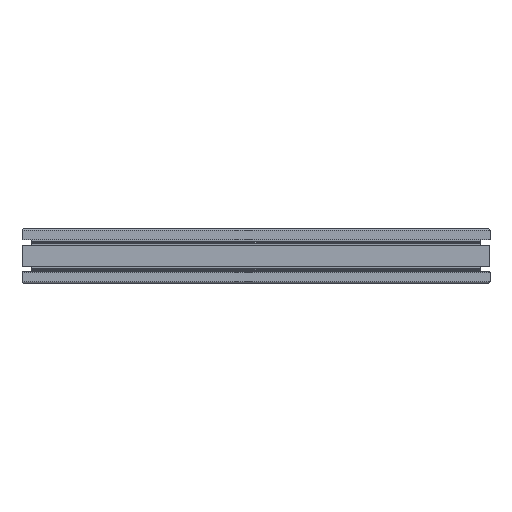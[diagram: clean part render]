
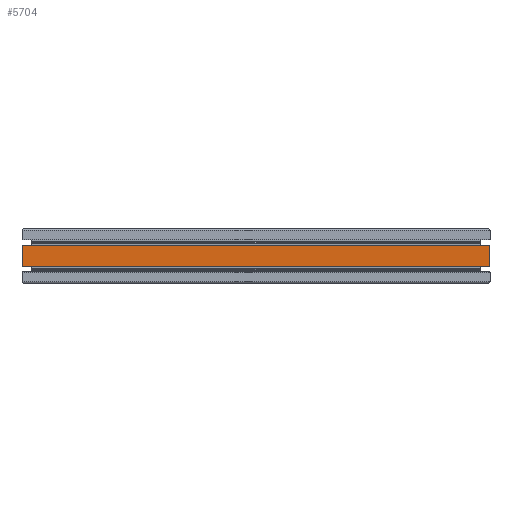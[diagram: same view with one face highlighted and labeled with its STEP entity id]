
A CAD part, top view. The second image highlights one B-rep face of the part: STEP entity #5704.
In plain terms, the highlighted planar face has unit normal (0, 0, 1).
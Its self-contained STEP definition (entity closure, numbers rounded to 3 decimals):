
#416=FACE_OUTER_BOUND('',#707,.T.);
#707=EDGE_LOOP('',(#4919,#4920,#4921,#4922));
#748=LINE('',#7979,#1346);
#1299=LINE('',#9550,#1897);
#1300=LINE('',#9553,#1898);
#1301=LINE('',#9554,#1899);
#1346=VECTOR('',#6302,10.);
#1897=VECTOR('',#7847,10.);
#1898=VECTOR('',#7850,10.);
#1899=VECTOR('',#7851,10.);
#2199=VERTEX_POINT('',#7976);
#2200=VERTEX_POINT('',#7978);
#2723=VERTEX_POINT('',#9548);
#2724=VERTEX_POINT('',#9552);
#2763=EDGE_CURVE('',#2199,#2200,#748,.T.);
#3549=EDGE_CURVE('',#2200,#2723,#1299,.T.);
#3550=EDGE_CURVE('',#2723,#2724,#1300,.T.);
#3551=EDGE_CURVE('',#2199,#2724,#1301,.T.);
#4919=ORIENTED_EDGE('',*,*,#3550,.F.);
#4920=ORIENTED_EDGE('',*,*,#3549,.F.);
#4921=ORIENTED_EDGE('',*,*,#2763,.F.);
#4922=ORIENTED_EDGE('',*,*,#3551,.T.);
#5426=PLANE('',#6244);
#5704=ADVANCED_FACE('',(#416),#5426,.T.);
#6244=AXIS2_PLACEMENT_3D('',#9551,#7848,#7849);
#6302=DIRECTION('',(0.,1.,0.));
#7847=DIRECTION('',(1.,0.,0.));
#7848=DIRECTION('center_axis',(0.,0.,1.));
#7849=DIRECTION('ref_axis',(0.,-1.,0.));
#7850=DIRECTION('',(0.,-1.,0.));
#7851=DIRECTION('',(1.,0.,0.));
#7976=CARTESIAN_POINT('',(3636.368,1819.147,30.641));
#7978=CARTESIAN_POINT('',(3636.368,1854.072,30.641));
#7979=CARTESIAN_POINT('',(3636.368,1845.341,30.641));
#9548=CARTESIAN_POINT('',(4414.688,1854.072,30.641));
#9550=CARTESIAN_POINT('',(2000.,1854.072,30.641));
#9551=CARTESIAN_POINT('Origin',(2000.,1854.072,30.641));
#9552=CARTESIAN_POINT('',(4414.688,1819.147,30.641));
#9553=CARTESIAN_POINT('',(4414.688,1845.341,30.641));
#9554=CARTESIAN_POINT('',(2000.,1819.147,30.641));
